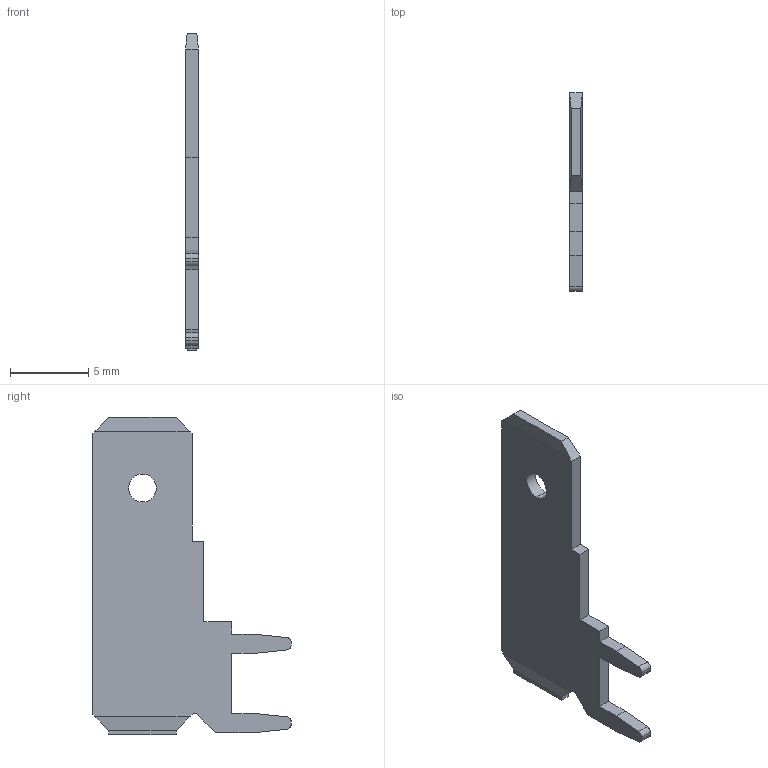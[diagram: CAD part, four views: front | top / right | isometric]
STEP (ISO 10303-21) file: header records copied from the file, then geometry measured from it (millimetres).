
FILE_DESCRIPTION((''),'2;1');
FILE_NAME('C-63951-4','2016-06-28T',('workeradm'),('Tyco Electronics Ltd.'),'CREO PARAMETRIC BY PTC INC, 2016050','CREO PARAMETRIC BY PTC INC, 2016050','');
FILE_SCHEMA(('AUTOMOTIVE_DESIGN { 1 0 10303 214 1 1 1 1 }'));
Length unit declared in the file: millimetre
Products named in the file (1): C-63951-4
Bounding box: 0.8 x 12.7 x 20.32 mm (x, y, z)
Volume: 121.4 mm3; surface area: 365.7 mm2
Topology: 1 solids, 1 shells, 41 faces, 113 edges, 74 vertices
Faces by surface type: plane 34, cylinder 7
Entity records: 1469 total; most frequent: CARTESIAN_POINT 230, ORIENTED_EDGE 226, DIRECTION 209, COLOUR_RGB 126, EDGE_CURVE 113, VECTOR 99, LINE 99, VERTEX_POINT 74
